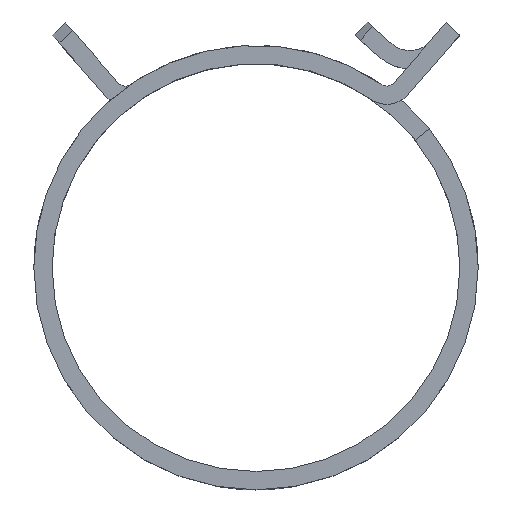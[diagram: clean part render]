
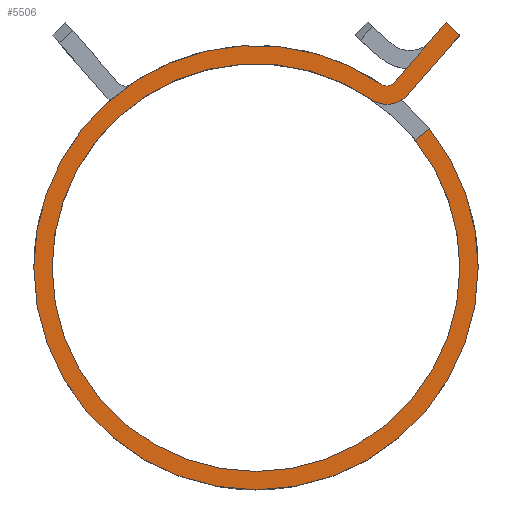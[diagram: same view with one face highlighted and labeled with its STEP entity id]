
A CAD part, top view. The second image highlights one B-rep face of the part: STEP entity #5506.
In plain terms, the highlighted planar face has unit normal (0, 0, 1).
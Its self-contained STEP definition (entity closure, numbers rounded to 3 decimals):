
#15 = ORIENTED_EDGE ( 'NONE', *, *, #4089, .T. ) ;
#116 = CARTESIAN_POINT ( 'NONE',  ( 15.016, 21.835, 6. ) ) ;
#161 = DIRECTION ( 'NONE',  ( -0.659, -0.752, 0. ) ) ;
#189 = CARTESIAN_POINT ( 'NONE',  ( 21.821, 28.08, 6. ) ) ;
#259 = VERTEX_POINT ( 'NONE', #1584 ) ;
#335 = DIRECTION ( 'NONE',  ( 1., 0., 0. ) ) ;
#338 = CARTESIAN_POINT ( 'NONE',  ( 0., 0., 6. ) ) ;
#441 = ORIENTED_EDGE ( 'NONE', *, *, #5211, .T. ) ;
#586 = DIRECTION ( 'NONE',  ( 0., 0., 1. ) ) ;
#619 = DIRECTION ( 'NONE',  ( 1., 0., 0. ) ) ;
#646 = ORIENTED_EDGE ( 'NONE', *, *, #2103, .T. ) ;
#812 = FACE_OUTER_BOUND ( 'NONE', #3584, .T. ) ;
#901 = AXIS2_PLACEMENT_3D ( 'NONE', #3433, #5341, #619 ) ;
#1165 = VERTEX_POINT ( 'NONE', #3969 ) ;
#1319 = CARTESIAN_POINT ( 'NONE',  ( 19.883, 15.966, 6. ) ) ;
#1412 = CARTESIAN_POINT ( 'NONE',  ( 21.821, 28.08, 6. ) ) ;
#1441 = EDGE_CURVE ( 'NONE', #3497, #3402, #2969, .T. ) ;
#1480 = VERTEX_POINT ( 'NONE', #4669 ) ;
#1530 = CARTESIAN_POINT ( 'NONE',  ( 0., 0., 6. ) ) ;
#1536 = CIRCLE ( 'NONE', #2830, 25.5 ) ;
#1548 = ORIENTED_EDGE ( 'NONE', *, *, #5207, .F. ) ;
#1584 = CARTESIAN_POINT ( 'NONE',  ( 13.26, 19.28, 6. ) ) ;
#1598 = DIRECTION ( 'NONE',  ( -0.659, -0.752, 0. ) ) ;
#1621 = LINE ( 'NONE', #3526, #2704 ) ;
#1741 = DIRECTION ( 'NONE',  ( 0.78, 0.626, 0. ) ) ;
#1855 = ORIENTED_EDGE ( 'NONE', *, *, #2592, .T. ) ;
#2059 = CARTESIAN_POINT ( 'NONE',  ( 23.4, 26.696, 6. ) ) ;
#2092 = DIRECTION ( 'NONE',  ( 0., 0., -1. ) ) ;
#2103 = EDGE_CURVE ( 'NONE', #4922, #1165, #3160, .T. ) ;
#2255 = DIRECTION ( 'NONE',  ( 0., 0., 1. ) ) ;
#2309 = CARTESIAN_POINT ( 'NONE',  ( -25.5, 0., 6. ) ) ;
#2404 = CARTESIAN_POINT ( 'NONE',  ( 0., 0., 6. ) ) ;
#2422 = CARTESIAN_POINT ( 'NONE',  ( 18.246, 14.651, 6. ) ) ;
#2477 = VERTEX_POINT ( 'NONE', #4779 ) ;
#2501 = CIRCLE ( 'NONE', #3109, 25.5 ) ;
#2592 = EDGE_CURVE ( 'NONE', #5463, #3572, #1536, .T. ) ;
#2629 = DIRECTION ( 'NONE',  ( 0.752, -0.659, 0. ) ) ;
#2704 = VECTOR ( 'NONE', #1741, 1000. ) ;
#2828 = EDGE_CURVE ( 'NONE', #2477, #259, #5824, .T. ) ;
#2830 = AXIS2_PLACEMENT_3D ( 'NONE', #5618, #4150, #335 ) ;
#2914 = LINE ( 'NONE', #5352, #3940 ) ;
#2947 = ORIENTED_EDGE ( 'NONE', *, *, #2828, .F. ) ;
#2955 = ORIENTED_EDGE ( 'NONE', *, *, #5575, .F. ) ;
#2969 = CIRCLE ( 'NONE', #5670, 23.4 ) ;
#3014 = VERTEX_POINT ( 'NONE', #1319 ) ;
#3029 = VECTOR ( 'NONE', #161, 1000. ) ;
#3079 = CARTESIAN_POINT ( 'NONE',  ( 23.4, 0., 6. ) ) ;
#3109 = AXIS2_PLACEMENT_3D ( 'NONE', #1530, #586, #3844 ) ;
#3130 = EDGE_CURVE ( 'NONE', #4292, #2477, #2914, .T. ) ;
#3140 = VECTOR ( 'NONE', #2629, 1000. ) ;
#3160 = LINE ( 'NONE', #189, #3029 ) ;
#3165 = DIRECTION ( 'NONE',  ( 0., 0., 1. ) ) ;
#3212 = EDGE_CURVE ( 'NONE', #4922, #4292, #3535, .T. ) ;
#3241 = AXIS2_PLACEMENT_3D ( 'NONE', #116, #2092, #3519 ) ;
#3261 = ORIENTED_EDGE ( 'NONE', *, *, #1441, .F. ) ;
#3339 = DIRECTION ( 'NONE',  ( 0., 0., 1. ) ) ;
#3352 = AXIS2_PLACEMENT_3D ( 'NONE', #2404, #3339, #3488 ) ;
#3402 = VERTEX_POINT ( 'NONE', #2422 ) ;
#3433 = CARTESIAN_POINT ( 'NONE',  ( 15.016, 21.835, 6. ) ) ;
#3488 = DIRECTION ( 'NONE',  ( 1., 0., 0. ) ) ;
#3497 = VERTEX_POINT ( 'NONE', #3079 ) ;
#3519 = DIRECTION ( 'NONE',  ( -1., 0., 0. ) ) ;
#3526 = CARTESIAN_POINT ( 'NONE',  ( 18.246, 14.651, 6. ) ) ;
#3535 = LINE ( 'NONE', #5481, #3140 ) ;
#3572 = VERTEX_POINT ( 'NONE', #4602 ) ;
#3584 = EDGE_LOOP ( 'NONE', ( #15, #1855, #441, #5361, #3261, #1548, #2955, #2947, #3669, #4835, #646, #5237 ) ) ;
#3592 = AXIS2_PLACEMENT_3D ( 'NONE', #6000, #3165, #5071 ) ;
#3669 = ORIENTED_EDGE ( 'NONE', *, *, #3130, .F. ) ;
#3694 = VERTEX_POINT ( 'NONE', #5719 ) ;
#3732 = DIRECTION ( 'NONE',  ( 1., 0., 0. ) ) ;
#3795 = CIRCLE ( 'NONE', #901, 1. ) ;
#3831 = CARTESIAN_POINT ( 'NONE',  ( 0., 0., 6. ) ) ;
#3844 = DIRECTION ( 'NONE',  ( 1., 0., 0. ) ) ;
#3940 = VECTOR ( 'NONE', #1598, 1000. ) ;
#3969 = CARTESIAN_POINT ( 'NONE',  ( 15.768, 21.176, 6. ) ) ;
#4089 = EDGE_CURVE ( 'NONE', #3694, #5463, #2501, .T. ) ;
#4097 = DIRECTION ( 'NONE',  ( 1., 0., 0. ) ) ;
#4116 = EDGE_CURVE ( 'NONE', #1165, #3694, #3795, .T. ) ;
#4150 = DIRECTION ( 'NONE',  ( 0., 0., 1. ) ) ;
#4153 = DIRECTION ( 'NONE',  ( 1., 0., 0. ) ) ;
#4228 = EDGE_CURVE ( 'NONE', #3402, #3014, #1621, .T. ) ;
#4292 = VERTEX_POINT ( 'NONE', #2059 ) ;
#4493 = CIRCLE ( 'NONE', #5690, 23.4 ) ;
#4602 = CARTESIAN_POINT ( 'NONE',  ( 25.5, 0., 6. ) ) ;
#4620 = PLANE ( 'NONE',  #5053 ) ;
#4669 = CARTESIAN_POINT ( 'NONE',  ( -23.4, 0., 6. ) ) ;
#4779 = CARTESIAN_POINT ( 'NONE',  ( 17.348, 19.791, 6. ) ) ;
#4835 = ORIENTED_EDGE ( 'NONE', *, *, #3212, .F. ) ;
#4922 = VERTEX_POINT ( 'NONE', #1412 ) ;
#4951 = CARTESIAN_POINT ( 'NONE',  ( 0., 0., 6. ) ) ;
#5053 = AXIS2_PLACEMENT_3D ( 'NONE', #338, #2255, #4153 ) ;
#5071 = DIRECTION ( 'NONE',  ( 1., 0., 0. ) ) ;
#5207 = EDGE_CURVE ( 'NONE', #1480, #3497, #4493, .T. ) ;
#5211 = EDGE_CURVE ( 'NONE', #3572, #3014, #5399, .T. ) ;
#5237 = ORIENTED_EDGE ( 'NONE', *, *, #4116, .T. ) ;
#5341 = DIRECTION ( 'NONE',  ( 0., 0., -1. ) ) ;
#5352 = CARTESIAN_POINT ( 'NONE',  ( 23.4, 26.696, 6. ) ) ;
#5361 = ORIENTED_EDGE ( 'NONE', *, *, #4228, .F. ) ;
#5399 = CIRCLE ( 'NONE', #3592, 25.5 ) ;
#5463 = VERTEX_POINT ( 'NONE', #2309 ) ;
#5481 = CARTESIAN_POINT ( 'NONE',  ( 21.821, 28.08, 6. ) ) ;
#5506 = ADVANCED_FACE ( 'NONE', ( #812 ), #4620, .T. ) ;
#5541 = DIRECTION ( 'NONE',  ( 0., 0., 1. ) ) ;
#5575 = EDGE_CURVE ( 'NONE', #259, #1480, #6048, .T. ) ;
#5618 = CARTESIAN_POINT ( 'NONE',  ( 0., 0., 6. ) ) ;
#5670 = AXIS2_PLACEMENT_3D ( 'NONE', #3831, #5732, #3732 ) ;
#5690 = AXIS2_PLACEMENT_3D ( 'NONE', #4951, #5541, #4097 ) ;
#5719 = CARTESIAN_POINT ( 'NONE',  ( 14.45, 21.011, 6. ) ) ;
#5732 = DIRECTION ( 'NONE',  ( 0., 0., 1. ) ) ;
#5824 = CIRCLE ( 'NONE', #3241, 3.1 ) ;
#6000 = CARTESIAN_POINT ( 'NONE',  ( 0., 0., 6. ) ) ;
#6048 = CIRCLE ( 'NONE', #3352, 23.4 ) ;
